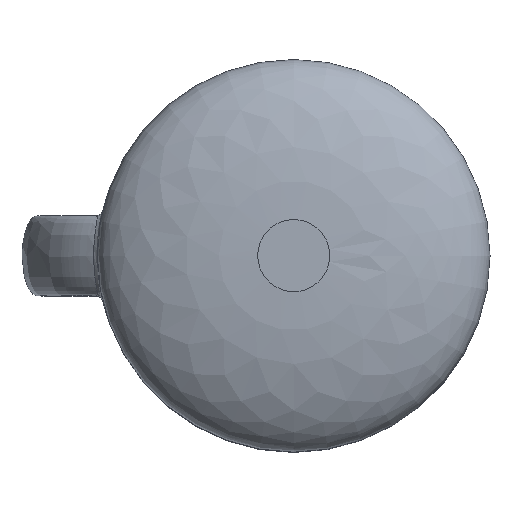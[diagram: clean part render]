
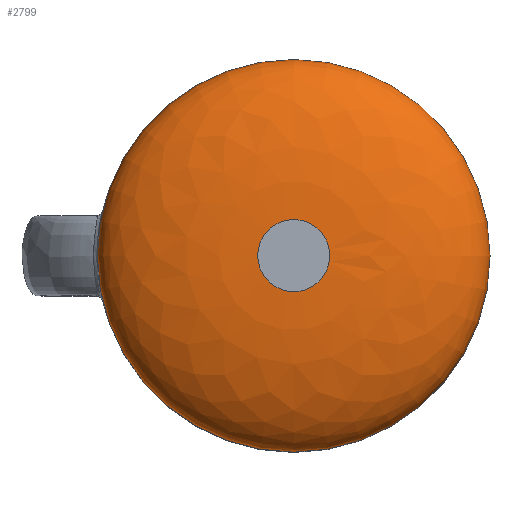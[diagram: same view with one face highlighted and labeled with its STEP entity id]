
A CAD part, top view. The second image highlights one B-rep face of the part: STEP entity #2799.
In plain terms, the highlighted face is a revolution surface.
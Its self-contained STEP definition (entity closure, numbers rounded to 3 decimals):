
#2333 = CYLINDRICAL_SURFACE('',#2334,24.5);
#2334 = AXIS2_PLACEMENT_3D('',#2335,#2336,#2337);
#2335 = CARTESIAN_POINT('',(0.,0.,20.));
#2336 = DIRECTION('',(0.,0.,1.));
#2337 = DIRECTION('',(1.,0.,-0.));
#2716 = VERTEX_POINT('',#2717);
#2717 = CARTESIAN_POINT('',(24.5,0.,40.));
#2766 = EDGE_CURVE('',#2716,#2716,#2767,.T.);
#2767 = SURFACE_CURVE('',#2768,(#2773,#2780),.PCURVE_S1.);
#2768 = CIRCLE('',#2769,24.5);
#2769 = AXIS2_PLACEMENT_3D('',#2770,#2771,#2772);
#2770 = CARTESIAN_POINT('',(0.,0.,40.));
#2771 = DIRECTION('',(0.,0.,1.));
#2772 = DIRECTION('',(1.,0.,-0.));
#2773 = PCURVE('',#2333,#2774);
#2774 = DEFINITIONAL_REPRESENTATION('',(#2775),#2779);
#2775 = LINE('',#2776,#2777);
#2776 = CARTESIAN_POINT('',(0.,20.));
#2777 = VECTOR('',#2778,1.);
#2778 = DIRECTION('',(1.,0.));
#2779 = ( GEOMETRIC_REPRESENTATION_CONTEXT(2) 
PARAMETRIC_REPRESENTATION_CONTEXT() REPRESENTATION_CONTEXT('2D SPACE',''
  ) );
#2780 = PCURVE('',#2781,#2790);
#2781 = SURFACE_OF_REVOLUTION('',#2782,#2787);
#2782 = ELLIPSE('',#2783,20.,8.);
#2783 = AXIS2_PLACEMENT_3D('',#2784,#2785,#2786);
#2784 = CARTESIAN_POINT('',(4.5,0.,40.));
#2785 = DIRECTION('',(0.,-1.,0.));
#2786 = DIRECTION('',(1.,0.,0.));
#2787 = AXIS1_PLACEMENT('',#2788,#2789);
#2788 = CARTESIAN_POINT('',(0.,0.,0.));
#2789 = DIRECTION('',(0.,0.,1.));
#2790 = DEFINITIONAL_REPRESENTATION('',(#2791),#2795);
#2791 = LINE('',#2792,#2793);
#2792 = CARTESIAN_POINT('',(0.,0.));
#2793 = VECTOR('',#2794,1.);
#2794 = DIRECTION('',(1.,0.));
#2795 = ( GEOMETRIC_REPRESENTATION_CONTEXT(2) 
PARAMETRIC_REPRESENTATION_CONTEXT() REPRESENTATION_CONTEXT('2D SPACE',''
  ) );
#2799 = ADVANCED_FACE('',(#2800),#2781,.T.);
#2800 = FACE_BOUND('',#2801,.T.);
#2801 = EDGE_LOOP('',(#2802,#2803,#2827,#2854));
#2802 = ORIENTED_EDGE('',*,*,#2766,.T.);
#2803 = ORIENTED_EDGE('',*,*,#2804,.T.);
#2804 = EDGE_CURVE('',#2716,#2805,#2807,.T.);
#2805 = VERTEX_POINT('',#2806);
#2806 = CARTESIAN_POINT('',(4.5,0.,48.));
#2807 = SEAM_CURVE('',#2808,(#2813,#2820),.PCURVE_S1.);
#2808 = ELLIPSE('',#2809,20.,8.);
#2809 = AXIS2_PLACEMENT_3D('',#2810,#2811,#2812);
#2810 = CARTESIAN_POINT('',(4.5,0.,40.));
#2811 = DIRECTION('',(0.,-1.,0.));
#2812 = DIRECTION('',(1.,0.,0.));
#2813 = PCURVE('',#2781,#2814);
#2814 = DEFINITIONAL_REPRESENTATION('',(#2815),#2819);
#2815 = LINE('',#2816,#2817);
#2816 = CARTESIAN_POINT('',(0.,0.));
#2817 = VECTOR('',#2818,1.);
#2818 = DIRECTION('',(0.,1.));
#2819 = ( GEOMETRIC_REPRESENTATION_CONTEXT(2) 
PARAMETRIC_REPRESENTATION_CONTEXT() REPRESENTATION_CONTEXT('2D SPACE',''
  ) );
#2820 = PCURVE('',#2781,#2821);
#2821 = DEFINITIONAL_REPRESENTATION('',(#2822),#2826);
#2822 = LINE('',#2823,#2824);
#2823 = CARTESIAN_POINT('',(6.283,0.));
#2824 = VECTOR('',#2825,1.);
#2825 = DIRECTION('',(0.,1.));
#2826 = ( GEOMETRIC_REPRESENTATION_CONTEXT(2) 
PARAMETRIC_REPRESENTATION_CONTEXT() REPRESENTATION_CONTEXT('2D SPACE',''
  ) );
#2827 = ORIENTED_EDGE('',*,*,#2828,.F.);
#2828 = EDGE_CURVE('',#2805,#2805,#2829,.T.);
#2829 = SURFACE_CURVE('',#2830,(#2835,#2842),.PCURVE_S1.);
#2830 = CIRCLE('',#2831,4.5);
#2831 = AXIS2_PLACEMENT_3D('',#2832,#2833,#2834);
#2832 = CARTESIAN_POINT('',(0.,0.,48.));
#2833 = DIRECTION('',(0.,0.,1.));
#2834 = DIRECTION('',(1.,0.,-0.));
#2835 = PCURVE('',#2781,#2836);
#2836 = DEFINITIONAL_REPRESENTATION('',(#2837),#2841);
#2837 = LINE('',#2838,#2839);
#2838 = CARTESIAN_POINT('',(0.,1.571));
#2839 = VECTOR('',#2840,1.);
#2840 = DIRECTION('',(1.,0.));
#2841 = ( GEOMETRIC_REPRESENTATION_CONTEXT(2) 
PARAMETRIC_REPRESENTATION_CONTEXT() REPRESENTATION_CONTEXT('2D SPACE',''
  ) );
#2842 = PCURVE('',#2843,#2848);
#2843 = PLANE('',#2844);
#2844 = AXIS2_PLACEMENT_3D('',#2845,#2846,#2847);
#2845 = CARTESIAN_POINT('',(0.,0.,48.));
#2846 = DIRECTION('',(0.,0.,1.));
#2847 = DIRECTION('',(1.,0.,-0.));
#2848 = DEFINITIONAL_REPRESENTATION('',(#2849),#2853);
#2849 = CIRCLE('',#2850,4.5);
#2850 = AXIS2_PLACEMENT_2D('',#2851,#2852);
#2851 = CARTESIAN_POINT('',(0.,0.));
#2852 = DIRECTION('',(1.,-0.));
#2853 = ( GEOMETRIC_REPRESENTATION_CONTEXT(2) 
PARAMETRIC_REPRESENTATION_CONTEXT() REPRESENTATION_CONTEXT('2D SPACE',''
  ) );
#2854 = ORIENTED_EDGE('',*,*,#2804,.F.);
